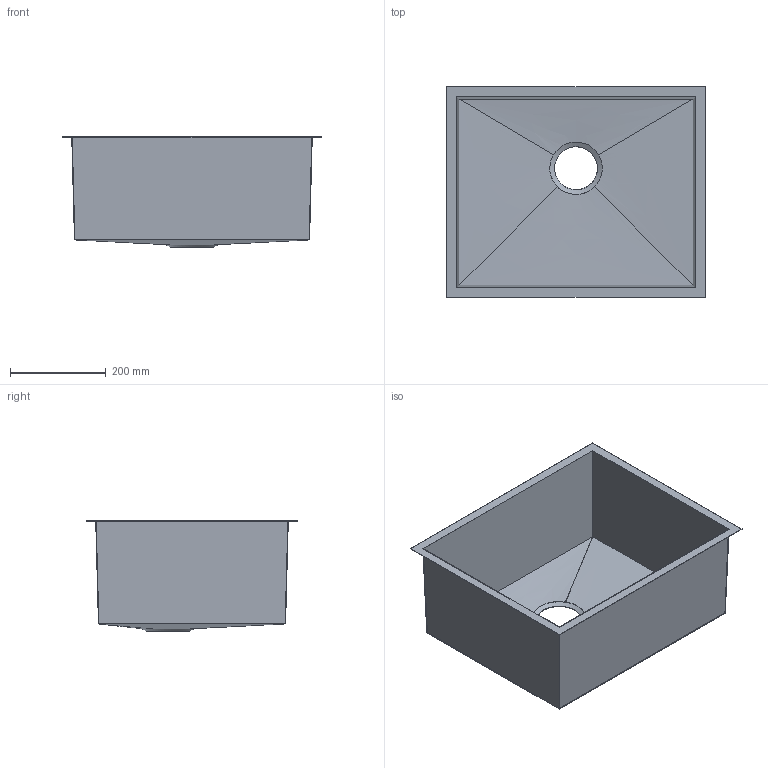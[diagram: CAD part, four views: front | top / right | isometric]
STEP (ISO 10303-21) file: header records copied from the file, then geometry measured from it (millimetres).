
FILE_DESCRIPTION(/* description */ (''),/* implementation_level */ '2;1');
FILE_NAME(/* name */ '5445',/* time_stamp */ '2020-03-09T14:47:01+08:00',/* author */ (''),/* organization */ (''),/* preprocessor_version */ 'ST-DEVELOPER v9',/* originating_system */ 'UGS - NX 4.0',/* authorisation */ '');
FILE_SCHEMA (('AUTOMOTIVE_DESIGN { 1 0 10303 214 1 1 1 1 }'));
Length unit declared in the file: millimetre
Products named in the file (1): Admi97FEwxqy
Bounding box: 540 x 440 x 230 mm (x, y, z)
Volume: 602988 mm3; surface area: 1209157.6 mm2
Topology: 1 solids, 1 shells, 26 faces, 88 edges, 65 vertices
Faces by surface type: plane 15, bspline 10, extrusion 1
Entity records: 2066 total; most frequent: CARTESIAN_POINT 1431, ORIENTED_EDGE 164, EDGE_CURVE 82, VERTEX_POINT 62, DIRECTION 61, B_SPLINE_CURVE_WITH_KNOTS 50, EDGE_LOOP 32, VECTOR 29
